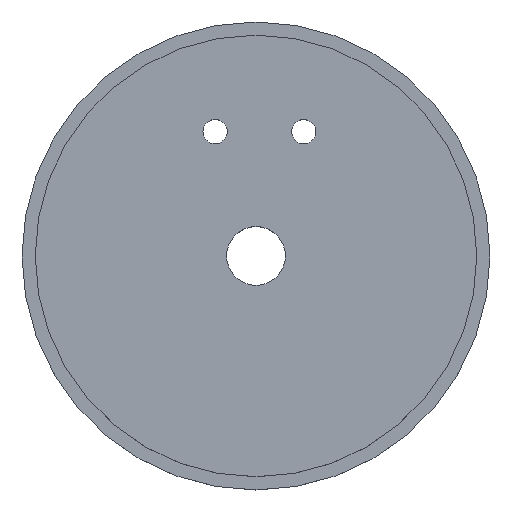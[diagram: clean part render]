
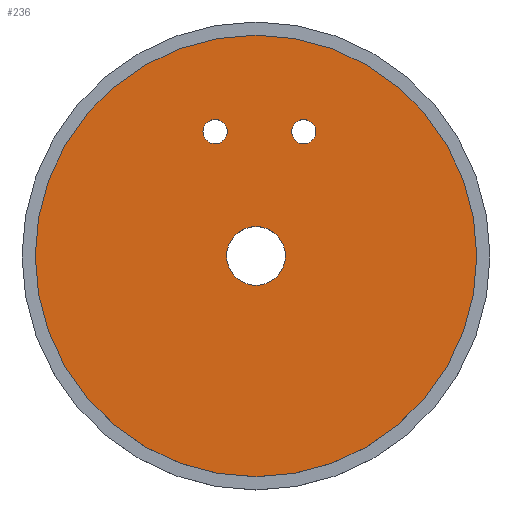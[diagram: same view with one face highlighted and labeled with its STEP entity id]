
A CAD part, top view. The second image highlights one B-rep face of the part: STEP entity #236.
In plain terms, the highlighted planar face has unit normal (0, 0, 1).
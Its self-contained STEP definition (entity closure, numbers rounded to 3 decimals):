
#121=CARTESIAN_POINT('Axis2P3D Location',(0.,0.,5.08)) ;
#125=CARTESIAN_POINT('Vertex',(-3.378,0.,5.08)) ;
#127=CARTESIAN_POINT('Vertex',(3.378,0.,5.08)) ;
#156=CARTESIAN_POINT('Axis2P3D Location',(0.,0.,5.08)) ;
#173=CARTESIAN_POINT('Axis2P3D Location',(0.,0.,5.08)) ;
#178=CARTESIAN_POINT('Axis2P3D Location',(0.,0.,5.08)) ;
#182=CARTESIAN_POINT('Vertex',(25.4,0.,5.08)) ;
#184=CARTESIAN_POINT('Vertex',(-25.4,0.,5.08)) ;
#187=CARTESIAN_POINT('Axis2P3D Location',(0.,0.,5.08)) ;
#200=CARTESIAN_POINT('Axis2P3D Location',(-4.703,14.306,5.08)) ;
#204=CARTESIAN_POINT('Vertex',(-6.1,14.306,5.08)) ;
#206=CARTESIAN_POINT('Vertex',(-3.306,14.306,5.08)) ;
#209=CARTESIAN_POINT('Axis2P3D Location',(-4.703,14.306,5.08)) ;
#218=CARTESIAN_POINT('Axis2P3D Location',(5.487,14.306,5.08)) ;
#222=CARTESIAN_POINT('Vertex',(4.09,14.306,5.08)) ;
#224=CARTESIAN_POINT('Vertex',(6.884,14.306,5.08)) ;
#227=CARTESIAN_POINT('Axis2P3D Location',(5.487,14.306,5.08)) ;
#122=DIRECTION('Axis2P3D Direction',(0.,0.,1.)) ;
#157=DIRECTION('Axis2P3D Direction',(0.,0.,1.)) ;
#174=DIRECTION('Axis2P3D Direction',(0.,0.,1.)) ;
#175=DIRECTION('Axis2P3D XDirection',(1.,0.,0.)) ;
#179=DIRECTION('Axis2P3D Direction',(0.,0.,1.)) ;
#188=DIRECTION('Axis2P3D Direction',(0.,0.,1.)) ;
#201=DIRECTION('Axis2P3D Direction',(0.,0.,1.)) ;
#210=DIRECTION('Axis2P3D Direction',(0.,0.,1.)) ;
#219=DIRECTION('Axis2P3D Direction',(0.,0.,1.)) ;
#228=DIRECTION('Axis2P3D Direction',(0.,0.,1.)) ;
#123=AXIS2_PLACEMENT_3D('Circle Axis2P3D',#121,#122,$) ;
#158=AXIS2_PLACEMENT_3D('Circle Axis2P3D',#156,#157,$) ;
#176=AXIS2_PLACEMENT_3D('Plane Axis2P3D',#173,#174,#175) ;
#180=AXIS2_PLACEMENT_3D('Circle Axis2P3D',#178,#179,$) ;
#189=AXIS2_PLACEMENT_3D('Circle Axis2P3D',#187,#188,$) ;
#202=AXIS2_PLACEMENT_3D('Circle Axis2P3D',#200,#201,$) ;
#211=AXIS2_PLACEMENT_3D('Circle Axis2P3D',#209,#210,$) ;
#220=AXIS2_PLACEMENT_3D('Circle Axis2P3D',#218,#219,$) ;
#229=AXIS2_PLACEMENT_3D('Circle Axis2P3D',#227,#228,$) ;
#124=CIRCLE('generated circle',#123,3.378) ;
#159=CIRCLE('generated circle',#158,3.378) ;
#181=CIRCLE('generated circle',#180,25.4) ;
#190=CIRCLE('generated circle',#189,25.4) ;
#203=CIRCLE('generated circle',#202,1.397) ;
#212=CIRCLE('generated circle',#211,1.397) ;
#221=CIRCLE('generated circle',#220,1.397) ;
#230=CIRCLE('generated circle',#229,1.397) ;
#177=PLANE('',#176) ;
#199=FACE_BOUND('',#196,.T.) ;
#217=FACE_BOUND('',#214,.T.) ;
#235=FACE_BOUND('',#232,.T.) ;
#129=EDGE_CURVE('',#126,#128,#124,.T.) ;
#160=EDGE_CURVE('',#128,#126,#159,.T.) ;
#186=EDGE_CURVE('',#183,#185,#181,.T.) ;
#191=EDGE_CURVE('',#185,#183,#190,.T.) ;
#208=EDGE_CURVE('',#205,#207,#203,.T.) ;
#213=EDGE_CURVE('',#207,#205,#212,.T.) ;
#226=EDGE_CURVE('',#223,#225,#221,.T.) ;
#231=EDGE_CURVE('',#225,#223,#230,.T.) ;
#193=ORIENTED_EDGE('',*,*,#186,.T.) ;
#194=ORIENTED_EDGE('',*,*,#191,.T.) ;
#197=ORIENTED_EDGE('',*,*,#129,.F.) ;
#198=ORIENTED_EDGE('',*,*,#160,.F.) ;
#215=ORIENTED_EDGE('',*,*,#208,.F.) ;
#216=ORIENTED_EDGE('',*,*,#213,.F.) ;
#233=ORIENTED_EDGE('',*,*,#226,.F.) ;
#234=ORIENTED_EDGE('',*,*,#231,.F.) ;
#192=EDGE_LOOP('',(#193,#194)) ;
#196=EDGE_LOOP('',(#197,#198)) ;
#214=EDGE_LOOP('',(#215,#216)) ;
#232=EDGE_LOOP('',(#233,#234)) ;
#126=VERTEX_POINT('',#125) ;
#128=VERTEX_POINT('',#127) ;
#183=VERTEX_POINT('',#182) ;
#185=VERTEX_POINT('',#184) ;
#205=VERTEX_POINT('',#204) ;
#207=VERTEX_POINT('',#206) ;
#223=VERTEX_POINT('',#222) ;
#225=VERTEX_POINT('',#224) ;
#236=ADVANCED_FACE('PartBody',(#195,#199,#217,#235),#177,.T.) ;
#195=FACE_OUTER_BOUND('',#192,.T.) ;
